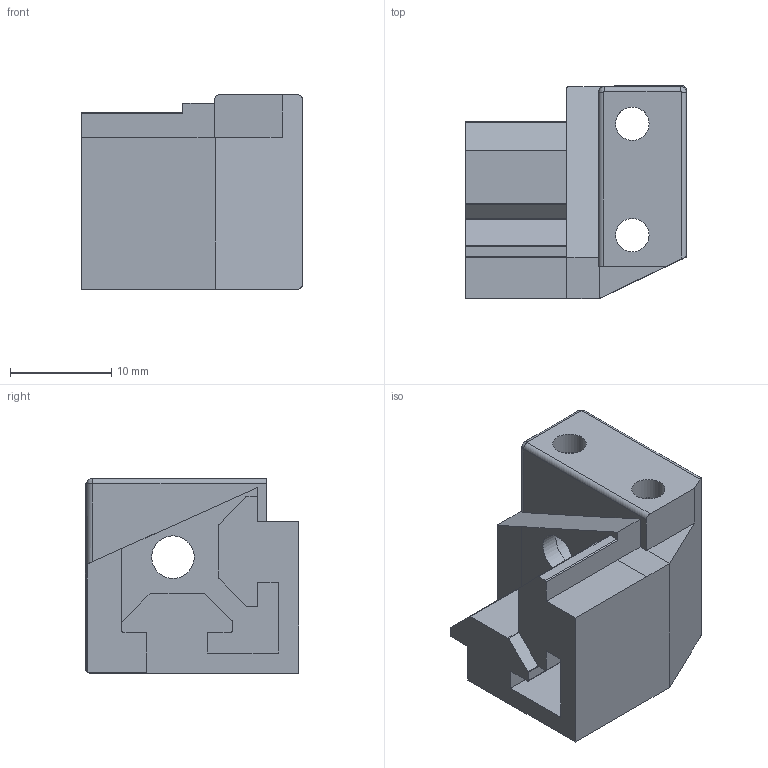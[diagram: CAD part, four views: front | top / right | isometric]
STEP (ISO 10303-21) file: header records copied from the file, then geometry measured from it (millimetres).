
FILE_DESCRIPTION(/* description */ (''),/* implementation_level */ '2;1');
FILE_NAME(/* name */ 'SV08 2020 Bracket Adapter V9 Right.step',/* time_stamp */ '2024-05-27T19:12:11-05:00',/* author */ (''),/* organization */ (''),/* preprocessor_version */ 'ST-DEVELOPER v20',/* originating_system */ 'Autodesk Translation Framework v13.14.0.145',/* authorisation */ '');
FILE_SCHEMA (('AUTOMOTIVE_DESIGN { 1 0 10303 214 3 1 1 }'));
Length unit declared in the file: millimetre
Products named in the file (1): SV08 2020 Bracket Adapter V9 Right
Bounding box: 21.81 x 21.05 x 19.22 mm (x, y, z)
Volume: 4456.6 mm3; surface area: 3308.5 mm2
Topology: 1 solids, 1 shells, 83 faces, 225 edges, 147 vertices
Faces by surface type: plane 48, cylinder 30, bspline 3, sphere 2
Full cylindrical faces by diameter (mm): 3.3 x2, 4.2 x1, 5.5 x3
Entity records: 2790 total; most frequent: CARTESIAN_POINT 613, ORIENTED_EDGE 450, DIRECTION 443, EDGE_CURVE 225, LINE 153, VECTOR 153, VERTEX_POINT 147, AXIS2_PLACEMENT_3D 145
